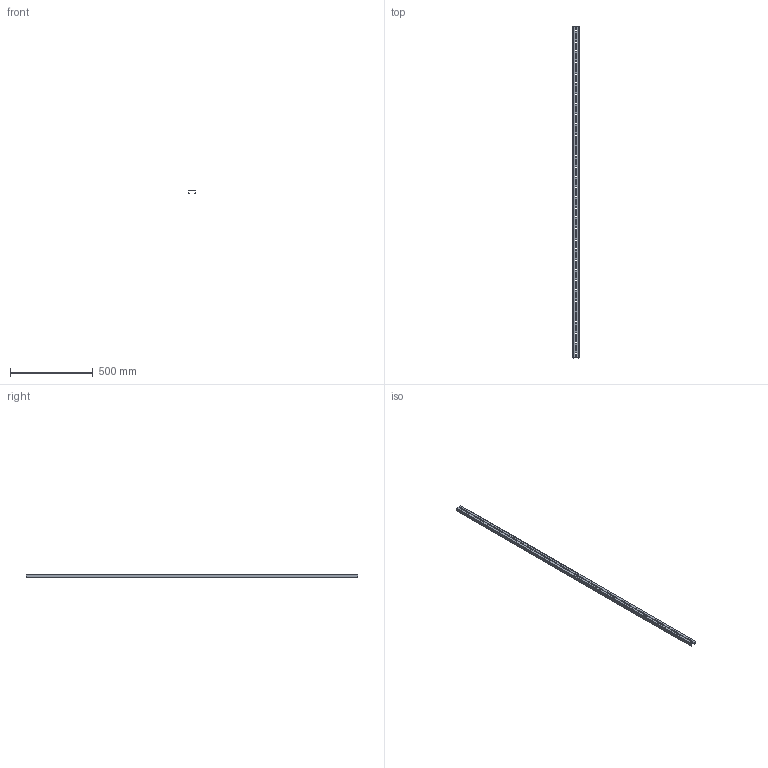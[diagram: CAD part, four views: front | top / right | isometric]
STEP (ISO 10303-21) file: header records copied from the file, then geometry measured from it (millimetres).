
FILE_DESCRIPTION((''),'2;1');
FILE_NAME('NSYCNT40-3D_ASM','2020-11-18T08:56:43',('SESA52832'),('Schneider-Electric'),'CREO PARAMETRIC BY PTC INC, 2019164','CREO PARAMETRIC BY PTC INC, 2019164','');
FILE_SCHEMA(('AP242_MANAGED_MODEL_BASED_3D_ENGINEERING_MIM_LF { 1 0 10303 442 1 1 4 }'));
Length unit declared in the file: millimetre
Products named in the file (2): 270078000001; NSYCNT40-3D_ASM
Assembly tree (1 placements, depth 2):
  NSYCNT40-3D_ASM
    270078000001
Bounding box: 40 x 2000 x 20 mm (x, y, z)
Volume: 237845.3 mm3; surface area: 328593.1 mm2
Topology: 1 solids, 1 shells, 238 faces, 776 edges, 640 vertices
Faces by surface type: plane 130, cylinder 108
Entity records: 9435 total; most frequent: DIRECTION 1486, CARTESIAN_POINT 1468, ORIENTED_EDGE 1352, EDGE_CURVE 676, VECTOR 560, LINE 560, AXIS2_PLACEMENT_3D 463, VERTEX_POINT 440
